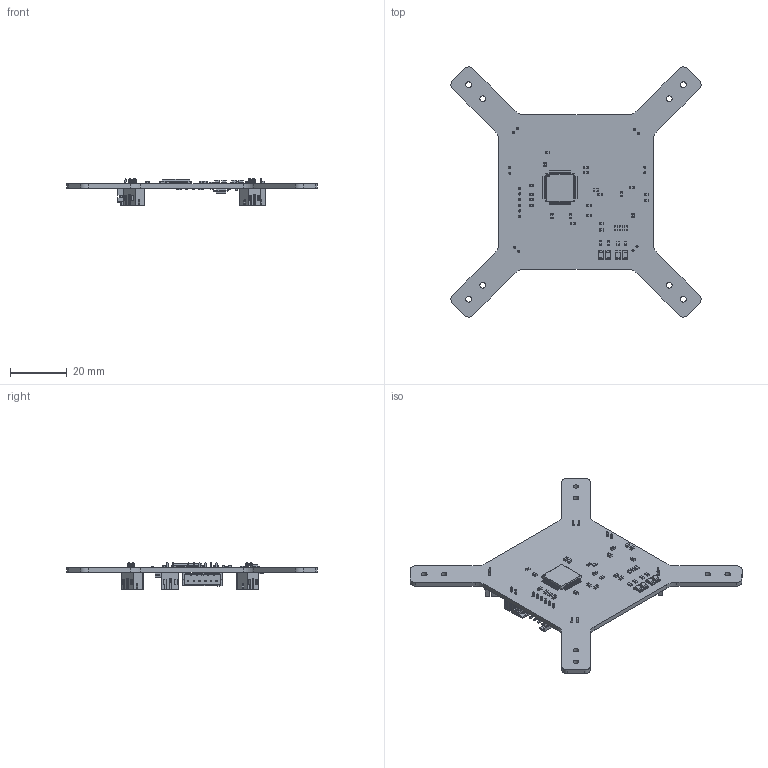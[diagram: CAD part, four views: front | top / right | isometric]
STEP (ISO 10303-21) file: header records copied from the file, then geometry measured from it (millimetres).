
FILE_DESCRIPTION(('KiCad electronic assembly'),'2;1');
FILE_NAME('robotics_20240527.step','2024-10-02T18:30:30',('Pcbnew'),( 'Kicad'),'Open CASCADE STEP processor 7.7','KiCad to STEP converter' ,'Unknown');
FILE_SCHEMA(('AUTOMOTIVE_DESIGN { 1 0 10303 214 1 1 1 1 }'));
Length unit declared in the file: millimetre
Products named in the file (16): robotics_20240527 1; LED_1206_3216Metric; C_0603_1608Metric; R_0603_1608Metric; LQFP-64_10x10mm_P0.5mm; LQFP_64_10x10mm_P05mm; JST_PH_B2B-PH-K_1x02_P2.00mm_Vertical; JST_B2B_PH_K; JST_PH_S6B-PH-K_1x06_P2.00mm_Horizontal; JST_S6B_PH_K; SOT-223; SOT_223; robotics_20240527_PCB
Assembly tree (60 placements, depth 3):
  robotics_20240527 1
    LED_1206_3216Metric  x4
      LED_1206_3216Metric
    C_0603_1608Metric  x21
      C_0603_1608Metric
    R_0603_1608Metric  x18
      R_0603_1608Metric
    LQFP-64_10x10mm_P0.5mm
      LQFP_64_10x10mm_P05mm
    JST_PH_B2B-PH-K_1x02_P2.00mm_Vertical  x6
      JST_B2B_PH_K
    JST_PH_S6B-PH-K_1x06_P2.00mm_Horizontal
      JST_S6B_PH_K
    SOT-223
      SOT_223
    robotics_20240527_PCB
Bounding box: 88.01 x 88.01 x 9.4 mm (x, y, z)
Volume: 7036.2 mm3; surface area: 11330.6 mm2
Topology: 53 solids, 53 shells, 3198 faces, 8545 edges, 5526 vertices
Faces by surface type: plane 2317, cylinder 769, bspline 112
Full cylindrical faces by diameter (mm): 0.5 x1, 0.75 x18, 2 x8
Entity records: 62501 total; most frequent: CARTESIAN_POINT 11468, ORIENTED_EDGE 8540, DIRECTION 7976, EDGE_CURVE 4270, LINE 3480, VECTOR 3480, VERTEX_POINT 2720, AXIS2_PLACEMENT_3D 2248
